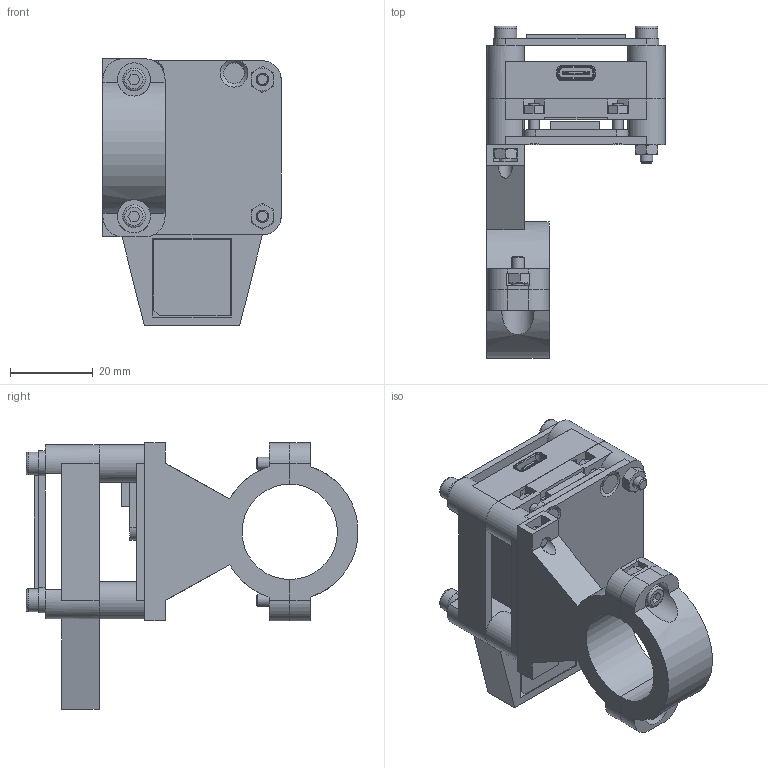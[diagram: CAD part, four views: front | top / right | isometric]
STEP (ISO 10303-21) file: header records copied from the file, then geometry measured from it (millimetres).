
FILE_DESCRIPTION(/* description */ (''),/* implementation_level */ '2;1');
FILE_NAME(/* name */ 'Bike-Companion-32.step',/* time_stamp */ '2023-12-03T13:32:56+01:00',/* author */ (''),/* organization */ (''),/* preprocessor_version */ 'ST-DEVELOPER v20',/* originating_system */ 'Autodesk Translation Framework v12.14.0.127',/* authorisation */ '');
FILE_SCHEMA (('AUTOMOTIVE_DESIGN { 1 0 10303 214 3 1 1 }'));
Length unit declared in the file: millimetre
Products named in the file (47): Bike-Companion-32; Screws; M3x30 Screw; M2_5x8 Screw; M3x10 Screw; Electronics; Adafruit Sharp Memory Display; Adafruit SD-Card Reader; Seeed Studio XIAO-ESP32-C3; USB TYPE C PORT; USB TYPE C PORT (1); BOSS-EXTRUDE14_8_; BOSS-EXTRUDE7_4_; BOSS-EXTRUDE7_3_; BOSS-EXTRUDE14_4_; BOSS-EXTRUDE14_2_; BOSS-EXTRUDE14_11_; BOSS-EXTRUDE7_7_; BOSS-EXTRUDE14_9_; BOSS-EXTRUDE14_3_; BOSS-EXTRUDE14_7_; MIRROR2; BOSS-EXTRUDE14_5_; BOSS-EXTRUDE14_12_; BOSS-EXTRUDE7_8_; BOSS-EXTRUDE7_1_; BOSS-EXTRUDE14_10_; BOSS-EXTRUDE7_9_; BOSS-EXTRUDE14_6_; CHAMFER9; BOSS-EXTRUDE14_1_; BOSS-EXTRUDE7_6_; BOSS-EXTRUDE7_2_; CUT-EXTRUDE5; BOSS-EXTRUDE7_5_; U.FL Connector v1; Shield; Button (1); Quectel-L86; Nuts ...
Assembly tree (58 placements, depth 6):
  Bike-Companion-32
    Screws
      M3x30 Screw  x4
      M2_5x8 Screw  x2
      M3x10 Screw  x2
    Electronics
      Adafruit Sharp Memory Display
      Adafruit SD-Card Reader
      Seeed Studio XIAO-ESP32-C3
        USB TYPE C PORT
          USB TYPE C PORT (1)
            BOSS-EXTRUDE14_8_
            BOSS-EXTRUDE7_4_
            BOSS-EXTRUDE7_3_
            BOSS-EXTRUDE14_4_
            BOSS-EXTRUDE14_2_
            BOSS-EXTRUDE14_11_
            BOSS-EXTRUDE7_7_
            BOSS-EXTRUDE14_9_
            BOSS-EXTRUDE14_3_
            BOSS-EXTRUDE14_7_
            MIRROR2
            BOSS-EXTRUDE14_5_
            BOSS-EXTRUDE14_12_
            BOSS-EXTRUDE7_8_
            BOSS-EXTRUDE7_1_
            BOSS-EXTRUDE14_10_
            BOSS-EXTRUDE7_9_
            BOSS-EXTRUDE14_6_
            CHAMFER9
            BOSS-EXTRUDE14_1_
            BOSS-EXTRUDE7_6_
            BOSS-EXTRUDE7_2_
            CUT-EXTRUDE5
            BOSS-EXTRUDE7_5_
        U.FL Connector v1
        Button (1)  x2
        Shield
      Quectel-L86
    Nuts
      M2 Nut  x2
      M3 Nut  x6
    PrintedParts
      MainFrameGNSSExposed
      BottomFrame
      BikeMountUpper
      BikeMountLower
Bounding box: 43 x 80.04 x 64.3 mm (x, y, z)
Volume: 38742.3 mm3; surface area: 35113.1 mm2
Topology: 57 solids, 57 shells, 1443 faces, 3685 edges, 2378 vertices
Faces by surface type: plane 935, cylinder 352, cone 115, torus 20, bspline 14, sphere 7
Full cylindrical faces by diameter (mm): 0.5 x3, 0.6 x2, 0.7 x2, 0.75 x14, 1.5 x2, 1.524 x6, 1.65 x1, 1.9 x1, 2 x2, 2.35 x18, 2.5 x6, 2.7 x2, 3 x30, 3.2 x8, 3.3 x4, 3.4 x10, 5 x2, 5.5 x6, 8 x2, 9 x2
Entity records: 38926 total; most frequent: CARTESIAN_POINT 7780, DIRECTION 6154, ORIENTED_EDGE 6072, EDGE_CURVE 3036, LINE 2324, VECTOR 2324, VERTEX_POINT 1977, AXIS2_PLACEMENT_3D 1915
